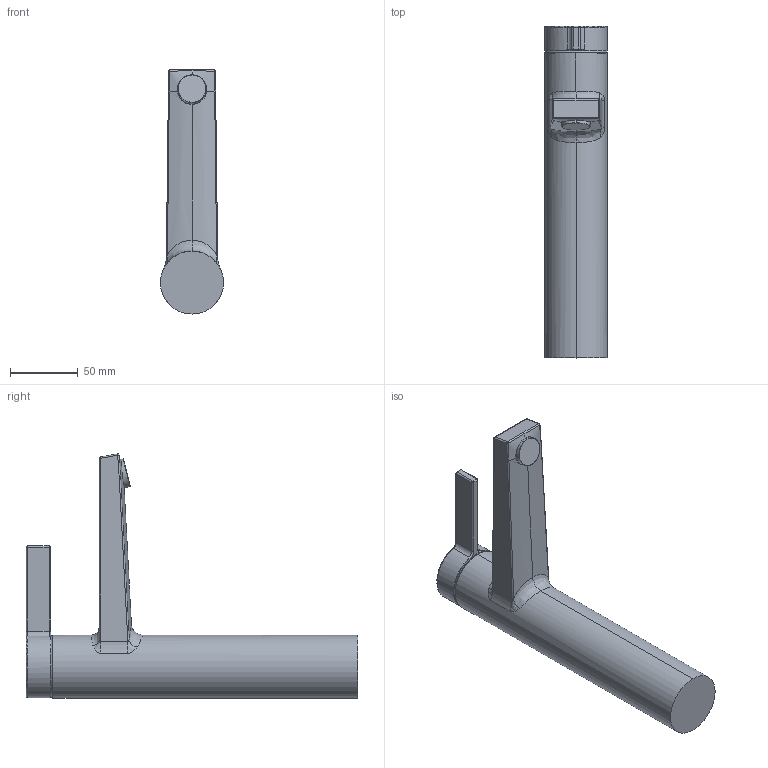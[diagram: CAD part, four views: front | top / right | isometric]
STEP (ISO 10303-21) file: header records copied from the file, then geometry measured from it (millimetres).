
FILE_DESCRIPTION (( 'STEP AP203' ), '1' );
FILE_NAME ('57562103.STEP', '2018-01-22T05:40:38', ( '' ), ( '' ), 'SwSTEP 2.0', 'SolidWorks 2016', '' );
FILE_SCHEMA (( 'CONFIG_CONTROL_DESIGN' ));
Length unit declared in the file: millimetre
Products named in the file (1): 57562103
Bounding box: 46.5 x 244.8 x 180.18 mm (x, y, z)
Volume: 521626.6 mm3; surface area: 56634.5 mm2
Topology: 1 solids, 1 shells, 78 faces, 188 edges, 110 vertices
Faces by surface type: bspline 26, cylinder 25, plane 14, sphere 8, torus 5
Entity records: 7783 total; most frequent: CARTESIAN_POINT 6131, ORIENTED_EDGE 356, DIRECTION 281, EDGE_CURVE 178, AXIS2_PLACEMENT_3D 119, VERTEX_POINT 106, EDGE_LOOP 82, ADVANCED_FACE 78
